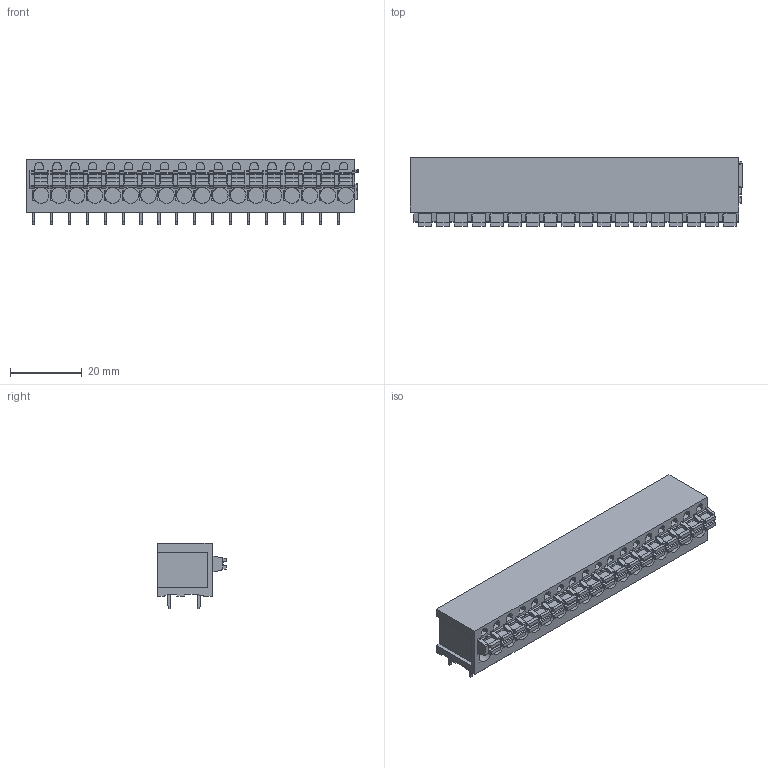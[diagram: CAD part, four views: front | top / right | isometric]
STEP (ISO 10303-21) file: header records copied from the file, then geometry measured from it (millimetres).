
FILE_DESCRIPTION(('CATIA V5 STEP Exchange','CAx-IF Rec.Pracs.--- Model Styling and Organization---1.2---2011-12-15'),'2;1');
FILE_NAME ('D1451193_0', '2018-09-07T09:52:40+00:00', ('none'), ('Weidmueller'), 'CATIA Version 5-6 Release 2014', 'CATIA V5 STEP AP214', 'none');
FILE_SCHEMA(('AUTOMOTIVE_DESIGN { 1 0 10303 214 1 1 1 1 }'));
Length unit declared in the file: millimetre
Products named in the file (1): 1331880000
Bounding box: 92.65 x 19.2 x 18.3 mm (x, y, z)
Volume: 19158.1 mm3; surface area: 11255.7 mm2
Topology: 55 solids, 55 shells, 1214 faces, 3195 edges, 2130 vertices
Faces by surface type: plane 943, cylinder 271
Entity records: 33721 total; most frequent: ORIENTED_EDGE 6390, CARTESIAN_POINT 6140, DIRECTION 4373, EDGE_CURVE 3195, VECTOR 2599, LINE 2599, VERTEX_POINT 2130, EDGE_LOOP 1253
